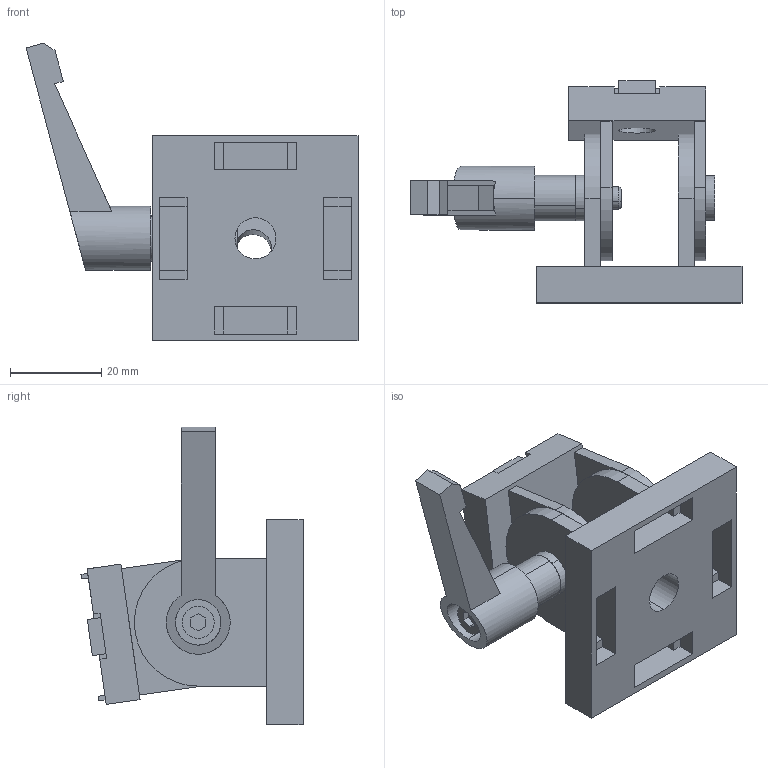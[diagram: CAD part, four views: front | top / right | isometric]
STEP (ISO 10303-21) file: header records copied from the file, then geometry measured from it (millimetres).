
FILE_DESCRIPTION (( 'STEP AP214' ), '1' );
FILE_NAME ('B861 Øàðíèðíûé ñîåäèíèòåëü c çàæèìîì 30õ45.STEP', '2025-09-30T09:49:19', ( '' ), ( '' ), 'SwSTEP 2.0', 'SolidWorks 2025', '' );
FILE_SCHEMA (( 'AUTOMOTIVE_DESIGN' ));
Length unit declared in the file: millimetre
Products named in the file (8): Винт большой_00; B861 Шарнирный соединитель c зажимом 30х45; Соединитель_00; Рукоятка_00; Винтик_00; Винт_00; Квадратная опора_00; Винт с рукояткой_00
Assembly tree (8 placements, depth 3):
  B861 Шарнирный соединитель c зажимом 30х45
    Квадратная опора_00
    Соединитель_00
    Винт_00  x2
    Винт с рукояткой_00
      Винт большой_00
      Винтик_00
      Рукоятка_00
Bounding box: 72.82 x 48.72 x 65.31 mm (x, y, z)
Volume: 32313.5 mm3; surface area: 20680.3 mm2
Topology: 7 solids, 7 shells, 177 faces, 433 edges, 288 vertices
Faces by surface type: plane 133, cylinder 42, cone 2
Entity records: 5299 total; most frequent: CARTESIAN_POINT 902, DIRECTION 855, ORIENTED_EDGE 842, EDGE_CURVE 421, LINE 341, VECTOR 341, VERTEX_POINT 280, AXIS2_PLACEMENT_3D 257
